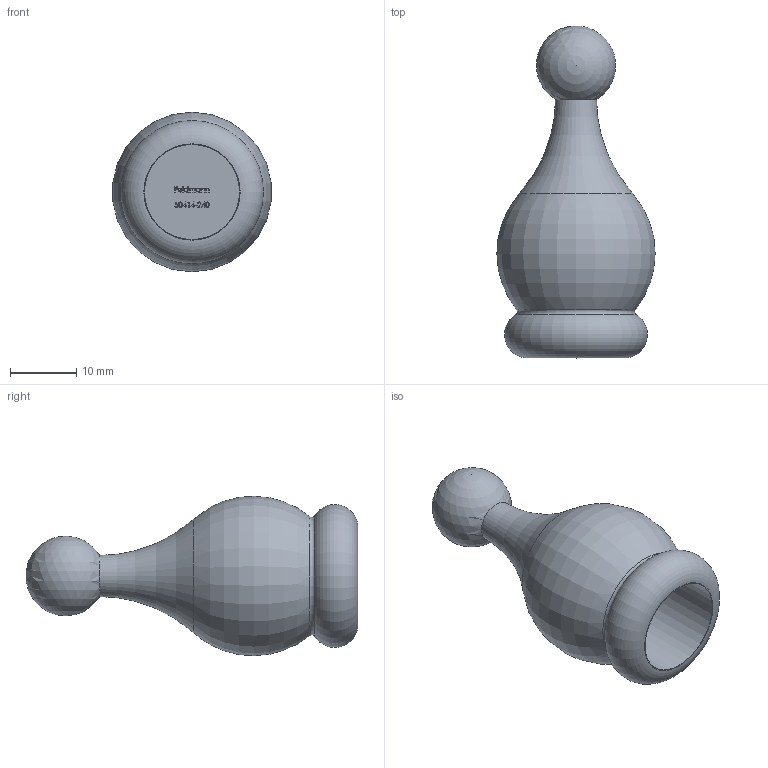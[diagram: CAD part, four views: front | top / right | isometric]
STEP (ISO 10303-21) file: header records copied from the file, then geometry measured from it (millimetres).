
FILE_DESCRIPTION (( 'STEP AP203' ), '1' );
FILE_NAME ('50414-240.STEP', '2023-03-06T12:04:06', ( '' ), ( '' ), 'SwSTEP 2.0', 'SolidWorks 2018', '' );
FILE_SCHEMA (( 'CONFIG_CONTROL_DESIGN' ));
Length unit declared in the file: millimetre
Products named in the file (1): 50414-240
Bounding box: 23.82 x 49.95 x 24 mm (x, y, z)
Volume: 7609.8 mm3; surface area: 3925.8 mm2
Topology: 1 solids, 1 shells, 228 faces, 600 edges, 399 vertices
Faces by surface type: plane 142, bspline 80, torus 4, cylinder 1, sphere 1
Full cylindrical faces by diameter (mm): 14.3 x1
Entity records: 11508 total; most frequent: CARTESIAN_POINT 6370, ORIENTED_EDGE 1184, DIRECTION 737, EDGE_CURVE 592, LINE 425, VECTOR 425, VERTEX_POINT 397, EDGE_LOOP 259
